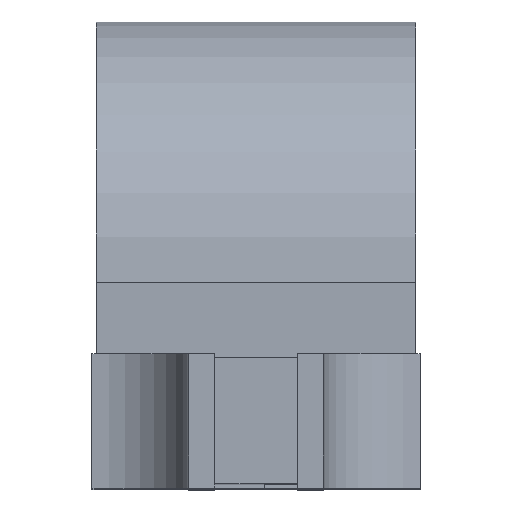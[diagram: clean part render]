
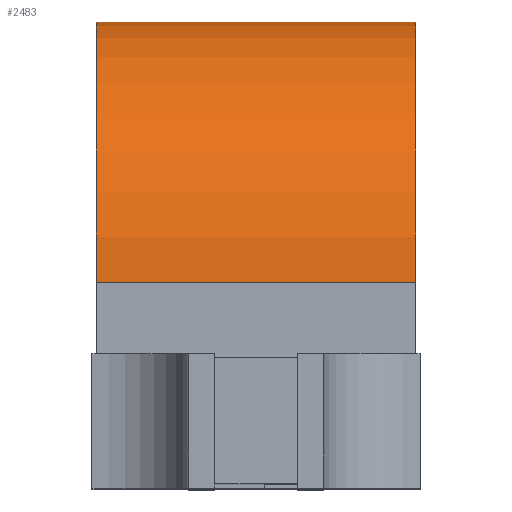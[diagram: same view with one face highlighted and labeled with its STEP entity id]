
A CAD part, top view. The second image highlights one B-rep face of the part: STEP entity #2483.
In plain terms, the highlighted cylindrical face has radius 0.787 mm (diameter 1.575 mm), a partial arc.
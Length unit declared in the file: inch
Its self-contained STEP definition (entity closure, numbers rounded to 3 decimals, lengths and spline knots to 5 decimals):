
#682=CARTESIAN_POINT('',(-0.019,0.024,0.0085));
#683=DIRECTION('',(1.,0.,0.));
#684=DIRECTION('',(0.,1.,0.));
#685=AXIS2_PLACEMENT_3D('',#682,#683,#684);
#691=DIRECTION('',(1.,0.,0.));
#692=VECTOR('',#691,0.038);
#693=CARTESIAN_POINT('',(-0.019,0.024,0.0395));
#694=LINE('',#693,#692);
#835=CARTESIAN_POINT('',(0.019,0.024,0.0085));
#836=DIRECTION('',(1.,0.,0.));
#837=DIRECTION('',(0.,1.,0.));
#838=AXIS2_PLACEMENT_3D('',#835,#836,#837);
#895=DIRECTION('',(1.,0.,0.));
#896=VECTOR('',#895,0.038);
#897=CARTESIAN_POINT('',(-0.019,0.055,0.0085));
#898=LINE('',#897,#896);
#1094=CARTESIAN_POINT('',(-0.019,0.055,0.0085));
#1095=VERTEX_POINT('',#1094);
#1096=CARTESIAN_POINT('',(-0.019,0.024,0.0395));
#1097=VERTEX_POINT('',#1096);
#1102=CARTESIAN_POINT('',(0.019,0.055,0.0085));
#1103=VERTEX_POINT('',#1102);
#1104=CARTESIAN_POINT('',(0.019,0.024,0.0395));
#1105=VERTEX_POINT('',#1104);
#2471=CARTESIAN_POINT('',(-0.019,0.024,0.0085));
#2472=DIRECTION('',(1.,0.,0.));
#2473=DIRECTION('',(0.,0.,-1.));
#2474=AXIS2_PLACEMENT_3D('',#2471,#2472,#2473);
#2475=CYLINDRICAL_SURFACE('',#2474,0.031);
#2476=ORIENTED_EDGE('',*,*,#2173,.F.);
#2478=ORIENTED_EDGE('',*,*,#2477,.T.);
#2479=ORIENTED_EDGE('',*,*,#2413,.T.);
#2480=ORIENTED_EDGE('',*,*,#2186,.F.);
#2481=EDGE_LOOP('',(#2476,#2478,#2479,#2480));
#2482=FACE_OUTER_BOUND('',#2481,.F.);
#2483=ADVANCED_FACE('',(#2482),#2475,.T.);
#686=CIRCLE('',#685,0.031);
#839=CIRCLE('',#838,0.031);
#2173=EDGE_CURVE('',#1095,#1097,#686,.T.);
#2186=EDGE_CURVE('',#1097,#1105,#694,.T.);
#2413=EDGE_CURVE('',#1103,#1105,#839,.T.);
#2477=EDGE_CURVE('',#1095,#1103,#898,.T.);
